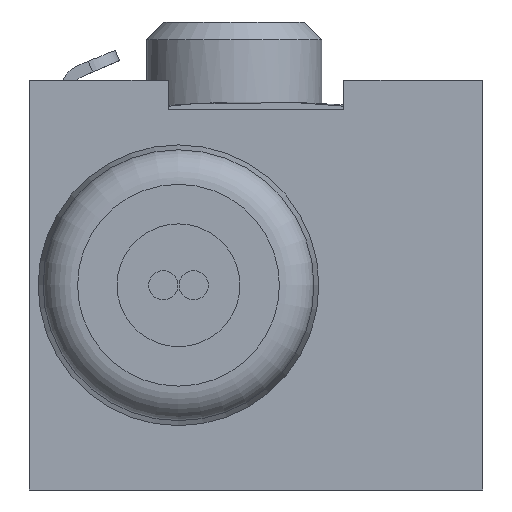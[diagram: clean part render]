
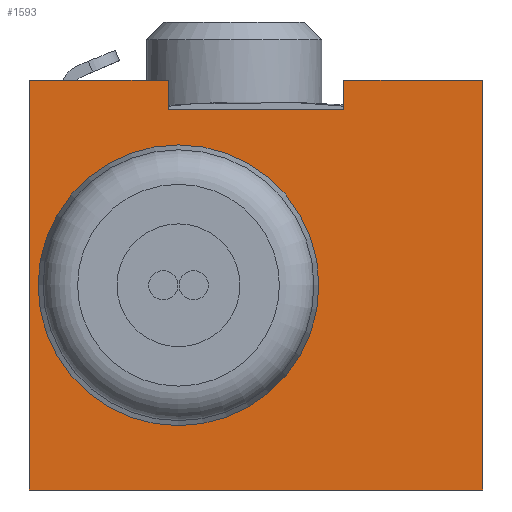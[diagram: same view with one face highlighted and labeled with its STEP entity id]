
A CAD part, left-side view. The second image highlights one B-rep face of the part: STEP entity #1593.
In plain terms, the highlighted planar face has unit normal (-1, 0, 0).
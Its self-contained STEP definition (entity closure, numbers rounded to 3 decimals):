
#46=PLANE('',#1679);
#100=LINE('',#2242,#199);
#108=LINE('',#2260,#207);
#119=LINE('',#2282,#218);
#121=LINE('',#2286,#220);
#128=LINE('',#2299,#227);
#134=LINE('',#2311,#233);
#139=LINE('',#2320,#238);
#143=LINE('',#2329,#242);
#199=VECTOR('',#1848,1000.);
#207=VECTOR('',#1860,1000.);
#218=VECTOR('',#1875,1000.);
#220=VECTOR('',#1879,1000.);
#227=VECTOR('',#1888,1000.);
#233=VECTOR('',#1898,1000.);
#238=VECTOR('',#1907,1000.);
#242=VECTOR('',#1919,1000.);
#424=ORIENTED_EDGE('',*,*,#725,.F.);
#425=ORIENTED_EDGE('',*,*,#710,.T.);
#426=ORIENTED_EDGE('',*,*,#716,.T.);
#427=ORIENTED_EDGE('',*,*,#721,.T.);
#428=ORIENTED_EDGE('',*,*,#690,.F.);
#429=ORIENTED_EDGE('',*,*,#701,.F.);
#430=ORIENTED_EDGE('',*,*,#726,.F.);
#431=ORIENTED_EDGE('',*,*,#703,.F.);
#432=ORIENTED_EDGE('',*,*,#682,.F.);
#682=EDGE_CURVE('',#838,#839,#100,.T.);
#690=EDGE_CURVE('',#846,#847,#108,.T.);
#701=EDGE_CURVE('',#855,#846,#119,.T.);
#703=EDGE_CURVE('',#839,#857,#121,.T.);
#710=EDGE_CURVE('',#838,#861,#128,.T.);
#716=EDGE_CURVE('',#861,#865,#134,.T.);
#721=EDGE_CURVE('',#865,#847,#139,.T.);
#725=EDGE_CURVE('',#868,#868,#903,.F.);
#726=EDGE_CURVE('',#857,#855,#143,.T.);
#838=VERTEX_POINT('',#2241);
#839=VERTEX_POINT('',#2243);
#846=VERTEX_POINT('',#2259);
#847=VERTEX_POINT('',#2261);
#855=VERTEX_POINT('',#2281);
#857=VERTEX_POINT('',#2287);
#861=VERTEX_POINT('',#2298);
#865=VERTEX_POINT('',#2310);
#868=VERTEX_POINT('',#2328);
#903=CIRCLE('',#1680,4.8);
#958=EDGE_LOOP('',(#424));
#959=EDGE_LOOP('',(#425,#426,#427,#428,#429,#430,#431,#432));
#1043=FACE_BOUND('',#958,.T.);
#1044=FACE_BOUND('',#959,.T.);
#1593=ADVANCED_FACE('',(#1043,#1044),#46,.F.);
#1679=AXIS2_PLACEMENT_3D('',#2326,#1915,#1916);
#1680=AXIS2_PLACEMENT_3D('',#2327,#1917,#1918);
#1848=DIRECTION('',(0.,-1.,0.));
#1860=DIRECTION('',(0.,-1.,0.));
#1875=DIRECTION('',(0.,0.,1.));
#1879=DIRECTION('',(0.,0.,-1.));
#1888=DIRECTION('',(0.,0.,-1.));
#1898=DIRECTION('',(0.,1.,0.));
#1907=DIRECTION('',(0.,0.,1.));
#1915=DIRECTION('',(1.,0.,0.));
#1916=DIRECTION('',(0.,0.,-1.));
#1917=DIRECTION('',(1.,0.,0.));
#1918=DIRECTION('',(0.,0.,-1.));
#1919=DIRECTION('',(0.,1.,0.));
#2241=CARTESIAN_POINT('',(-17.,4.75,7.));
#2242=CARTESIAN_POINT('',(-17.,15.5,7.));
#2243=CARTESIAN_POINT('',(-17.,0.,7.));
#2259=CARTESIAN_POINT('',(-17.,15.5,7.));
#2260=CARTESIAN_POINT('',(-17.,15.5,7.));
#2261=CARTESIAN_POINT('',(-17.,10.75,7.));
#2281=CARTESIAN_POINT('',(-17.,15.5,-7.));
#2282=CARTESIAN_POINT('',(-17.,15.5,-7.));
#2286=CARTESIAN_POINT('',(-17.,0.,7.));
#2287=CARTESIAN_POINT('',(-17.,0.,-7.));
#2298=CARTESIAN_POINT('',(-17.,4.75,6.));
#2299=CARTESIAN_POINT('',(-17.,4.75,7.));
#2310=CARTESIAN_POINT('',(-17.,10.75,6.));
#2311=CARTESIAN_POINT('',(-17.,4.75,6.));
#2320=CARTESIAN_POINT('',(-17.,10.75,6.));
#2326=CARTESIAN_POINT('',(-17.,0.,0.));
#2327=CARTESIAN_POINT('',(-17.,10.4,0.));
#2328=CARTESIAN_POINT('',(-17.,10.4,-4.8));
#2329=CARTESIAN_POINT('',(-17.,0.,-7.));
